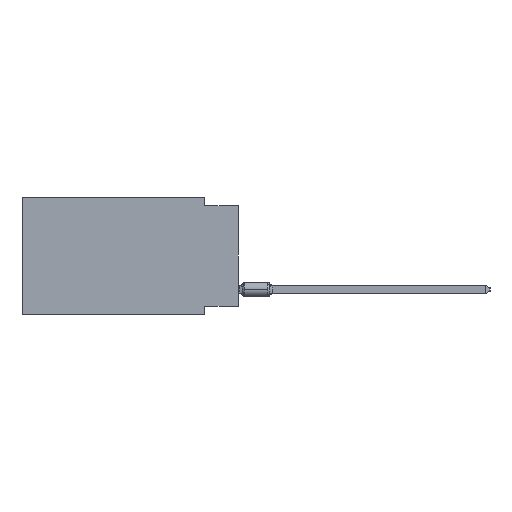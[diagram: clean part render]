
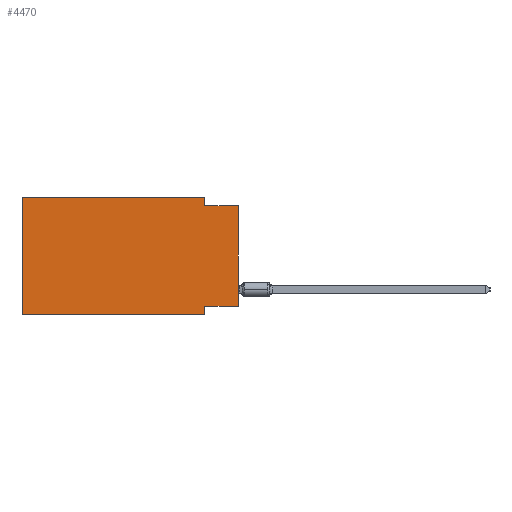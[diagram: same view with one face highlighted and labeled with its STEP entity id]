
A CAD part, left-side view. The second image highlights one B-rep face of the part: STEP entity #4470.
In plain terms, the highlighted planar face has unit normal (-1, 0, 0).
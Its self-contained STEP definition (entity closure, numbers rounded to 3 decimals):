
#1142 = FACE_OUTER_BOUND ( 'NONE', #11370, .T. ) ;
#1887 = CARTESIAN_POINT ( 'NONE',  ( 0., 2.54, -8.255 ) ) ;
#2510 = VERTEX_POINT ( 'NONE', #41362 ) ;
#4470 = ADVANCED_FACE ( 'NONE', ( #1142 ), #22980, .F. ) ;
#4473 = EDGE_CURVE ( 'NONE', #28009, #2510, #50223, .T. ) ;
#6758 = DIRECTION ( 'NONE',  ( 0., 1., 0. ) ) ;
#10231 = DIRECTION ( 'NONE',  ( 0., -1., 0. ) ) ;
#11158 = VERTEX_POINT ( 'NONE', #70109 ) ;
#11370 = EDGE_LOOP ( 'NONE', ( #18856, #30577, #29765, #18074, #22622, #18570, #65438, #23143 ) ) ;
#12588 = DIRECTION ( 'NONE',  ( 0., 0., -1. ) ) ;
#12831 = VECTOR ( 'NONE', #58249, 1000. ) ;
#13667 = VECTOR ( 'NONE', #10231, 1000. ) ;
#13683 = CARTESIAN_POINT ( 'NONE',  ( 0., 0., -0.635 ) ) ;
#14349 = VECTOR ( 'NONE', #22007, 1000. ) ;
#15441 = DIRECTION ( 'NONE',  ( 0., 0., 1. ) ) ;
#16288 = CARTESIAN_POINT ( 'NONE',  ( 0., 2.54, 0. ) ) ;
#16538 = DIRECTION ( 'NONE',  ( 1., 0., 0. ) ) ;
#16827 = VECTOR ( 'NONE', #6758, 1000. ) ;
#18074 = ORIENTED_EDGE ( 'NONE', *, *, #27485, .F. ) ;
#18293 = VERTEX_POINT ( 'NONE', #35733 ) ;
#18570 = ORIENTED_EDGE ( 'NONE', *, *, #31430, .T. ) ;
#18856 = ORIENTED_EDGE ( 'NONE', *, *, #22294, .T. ) ;
#19099 = EDGE_CURVE ( 'NONE', #11158, #22179, #28920, .T. ) ;
#19615 = VERTEX_POINT ( 'NONE', #20816 ) ;
#19907 = CARTESIAN_POINT ( 'NONE',  ( 0., 16.383, -8.89 ) ) ;
#20816 = CARTESIAN_POINT ( 'NONE',  ( 0., 16.383, -8.89 ) ) ;
#21424 = VECTOR ( 'NONE', #32998, 1000. ) ;
#22007 = DIRECTION ( 'NONE',  ( 0., 0., -1. ) ) ;
#22179 = VERTEX_POINT ( 'NONE', #13683 ) ;
#22294 = EDGE_CURVE ( 'NONE', #65124, #22179, #42678, .T. ) ;
#22622 = ORIENTED_EDGE ( 'NONE', *, *, #60356, .F. ) ;
#22980 = PLANE ( 'NONE',  #68412 ) ;
#23143 = ORIENTED_EDGE ( 'NONE', *, *, #25283, .F. ) ;
#24770 = CARTESIAN_POINT ( 'NONE',  ( 0., 0., 0. ) ) ;
#25283 = EDGE_CURVE ( 'NONE', #65124, #28009, #57223, .T. ) ;
#25284 = LINE ( 'NONE', #19907, #12831 ) ;
#27485 = EDGE_CURVE ( 'NONE', #18293, #53269, #59305, .T. ) ;
#28009 = VERTEX_POINT ( 'NONE', #1887 ) ;
#28564 = DIRECTION ( 'NONE',  ( 0., -1., 0. ) ) ;
#28920 = LINE ( 'NONE', #61193, #55507 ) ;
#29420 = CARTESIAN_POINT ( 'NONE',  ( 0., 2.54, 0. ) ) ;
#29765 = ORIENTED_EDGE ( 'NONE', *, *, #39059, .F. ) ;
#30577 = ORIENTED_EDGE ( 'NONE', *, *, #19099, .F. ) ;
#31430 = EDGE_CURVE ( 'NONE', #19615, #2510, #25284, .T. ) ;
#32998 = DIRECTION ( 'NONE',  ( 0., 0., -1. ) ) ;
#34076 = CARTESIAN_POINT ( 'NONE',  ( 0., 16.383, 0. ) ) ;
#35652 = VECTOR ( 'NONE', #53976, 1000. ) ;
#35733 = CARTESIAN_POINT ( 'NONE',  ( 0., 16.383, 0. ) ) ;
#39059 = EDGE_CURVE ( 'NONE', #53269, #11158, #48913, .T. ) ;
#40390 = CARTESIAN_POINT ( 'NONE',  ( 0., 0., -8.255 ) ) ;
#41362 = CARTESIAN_POINT ( 'NONE',  ( 0., 2.54, -8.89 ) ) ;
#42678 = LINE ( 'NONE', #24770, #63482 ) ;
#48913 = LINE ( 'NONE', #16288, #14349 ) ;
#48968 = LINE ( 'NONE', #59340, #35652 ) ;
#50223 = LINE ( 'NONE', #65650, #21424 ) ;
#53269 = VERTEX_POINT ( 'NONE', #29420 ) ;
#53976 = DIRECTION ( 'NONE',  ( 0., 0., 1. ) ) ;
#54291 = CARTESIAN_POINT ( 'NONE',  ( 0., 16.383, 0. ) ) ;
#55507 = VECTOR ( 'NONE', #28564, 1000. ) ;
#57223 = LINE ( 'NONE', #40390, #16827 ) ;
#58249 = DIRECTION ( 'NONE',  ( 0., -1., 0. ) ) ;
#59305 = LINE ( 'NONE', #54291, #13667 ) ;
#59340 = CARTESIAN_POINT ( 'NONE',  ( 0., 16.383, 0. ) ) ;
#60356 = EDGE_CURVE ( 'NONE', #19615, #18293, #48968, .T. ) ;
#61193 = CARTESIAN_POINT ( 'NONE',  ( 0., 0., -0.635 ) ) ;
#63280 = CARTESIAN_POINT ( 'NONE',  ( 0., 0., -8.255 ) ) ;
#63482 = VECTOR ( 'NONE', #15441, 1000. ) ;
#65124 = VERTEX_POINT ( 'NONE', #63280 ) ;
#65438 = ORIENTED_EDGE ( 'NONE', *, *, #4473, .F. ) ;
#65650 = CARTESIAN_POINT ( 'NONE',  ( 0., 2.54, -8.89 ) ) ;
#68412 = AXIS2_PLACEMENT_3D ( 'NONE', #34076, #16538, #12588 ) ;
#70109 = CARTESIAN_POINT ( 'NONE',  ( 0., 2.54, -0.635 ) ) ;
